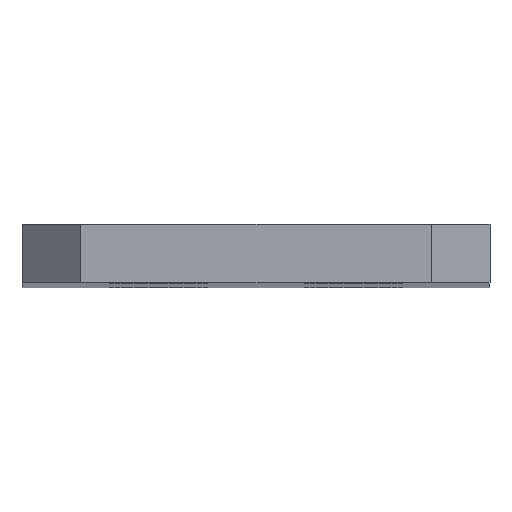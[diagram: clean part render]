
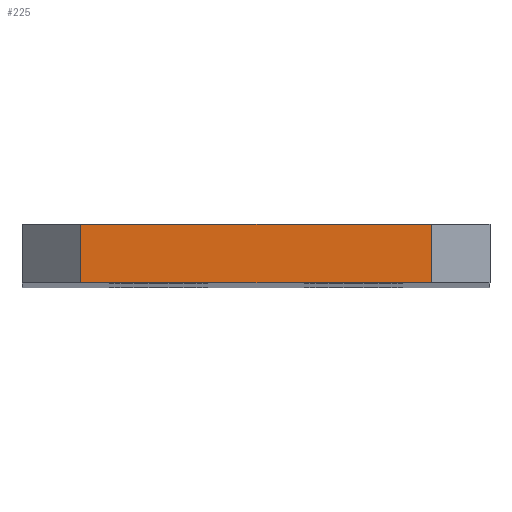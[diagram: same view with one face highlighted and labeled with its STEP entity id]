
A CAD part, top view. The second image highlights one B-rep face of the part: STEP entity #225.
In plain terms, the highlighted planar face has unit normal (0, 0, 1).
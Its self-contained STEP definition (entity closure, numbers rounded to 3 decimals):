
#30 = FACE_OUTER_BOUND ( 'NONE', #134, .T. ) ;
#40 = EDGE_CURVE ( 'NONE', #183, #59, #924, .T. ) ;
#59 = VERTEX_POINT ( 'NONE', #651 ) ;
#70 = DIRECTION ( 'NONE',  ( 0., -1., 0. ) ) ;
#81 = CARTESIAN_POINT ( 'NONE',  ( -12., 3., 70. ) ) ;
#95 = DIRECTION ( 'NONE',  ( -1., 0., 0. ) ) ;
#125 = EDGE_CURVE ( 'NONE', #183, #385, #424, .T. ) ;
#134 = EDGE_LOOP ( 'NONE', ( #699, #755, #908, #892 ) ) ;
#153 = DIRECTION ( 'NONE',  ( 0., 0., -1. ) ) ;
#161 = CARTESIAN_POINT ( 'NONE',  ( -12., 3., 70. ) ) ;
#173 = DIRECTION ( 'NONE',  ( 1., 0., 0. ) ) ;
#182 = LINE ( 'NONE', #626, #459 ) ;
#183 = VERTEX_POINT ( 'NONE', #738 ) ;
#225 = ADVANCED_FACE ( 'NONE', ( #30 ), #520, .F. ) ;
#297 = VECTOR ( 'NONE', #784, 1000. ) ;
#371 = EDGE_CURVE ( 'NONE', #385, #550, #182, .T. ) ;
#385 = VERTEX_POINT ( 'NONE', #815 ) ;
#396 = EDGE_CURVE ( 'NONE', #550, #59, #703, .T. ) ;
#418 = CARTESIAN_POINT ( 'NONE',  ( 9., 3., 70. ) ) ;
#424 = LINE ( 'NONE', #709, #658 ) ;
#459 = VECTOR ( 'NONE', #173, 1000. ) ;
#520 = PLANE ( 'NONE',  #880 ) ;
#550 = VERTEX_POINT ( 'NONE', #583 ) ;
#583 = CARTESIAN_POINT ( 'NONE',  ( 9., 0., 70. ) ) ;
#626 = CARTESIAN_POINT ( 'NONE',  ( -12., 0., 70. ) ) ;
#642 = DIRECTION ( 'NONE',  ( 1., 0., 0. ) ) ;
#651 = CARTESIAN_POINT ( 'NONE',  ( 9., 3., 70. ) ) ;
#658 = VECTOR ( 'NONE', #70, 1000. ) ;
#699 = ORIENTED_EDGE ( 'NONE', *, *, #40, .F. ) ;
#703 = LINE ( 'NONE', #418, #297 ) ;
#709 = CARTESIAN_POINT ( 'NONE',  ( -9., 3., 70. ) ) ;
#738 = CARTESIAN_POINT ( 'NONE',  ( -9., 3., 70. ) ) ;
#755 = ORIENTED_EDGE ( 'NONE', *, *, #125, .T. ) ;
#783 = VECTOR ( 'NONE', #642, 1000. ) ;
#784 = DIRECTION ( 'NONE',  ( 0., 1., 0. ) ) ;
#815 = CARTESIAN_POINT ( 'NONE',  ( -9., 0., 70. ) ) ;
#880 = AXIS2_PLACEMENT_3D ( 'NONE', #161, #153, #95 ) ;
#892 = ORIENTED_EDGE ( 'NONE', *, *, #396, .T. ) ;
#908 = ORIENTED_EDGE ( 'NONE', *, *, #371, .T. ) ;
#924 = LINE ( 'NONE', #81, #783 ) ;
